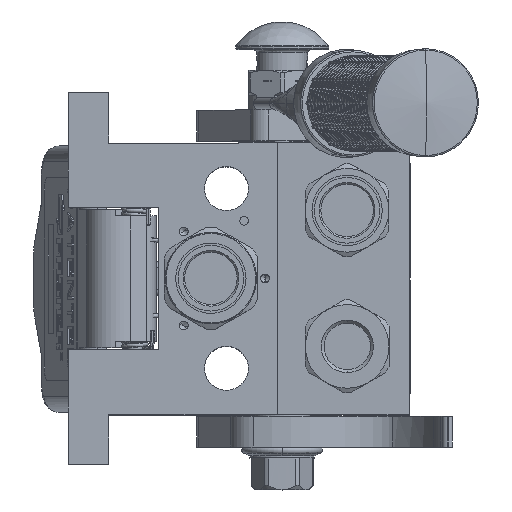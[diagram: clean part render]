
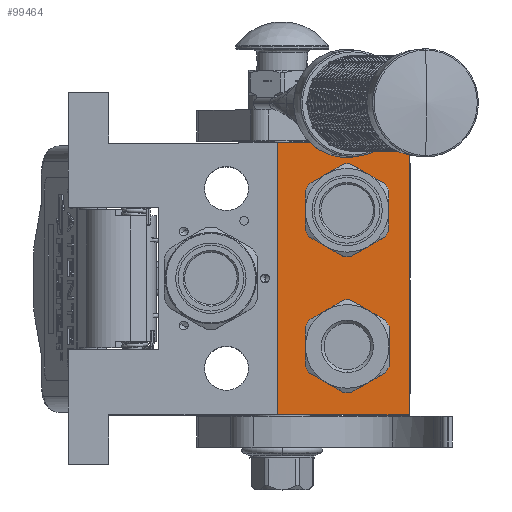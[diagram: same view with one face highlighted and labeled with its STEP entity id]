
A CAD part, top view. The second image highlights one B-rep face of the part: STEP entity #99464.
In plain terms, the highlighted face is planar.
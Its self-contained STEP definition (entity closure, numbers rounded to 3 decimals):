
#2205 = EDGE_LOOP ( 'NONE', ( #92623, #136548, #20164, #187297 ) ) ;
#9724 = VECTOR ( 'NONE', #39970, 1000. ) ;
#10705 = VERTEX_POINT ( 'NONE', #202424 ) ;
#13103 = AXIS2_PLACEMENT_3D ( 'NONE', #161036, #208033, #33251 ) ;
#14542 = ORIENTED_EDGE ( 'NONE', *, *, #52802, .F. ) ;
#15462 = DIRECTION ( 'NONE',  ( 1., 0., 0. ) ) ;
#20164 = ORIENTED_EDGE ( 'NONE', *, *, #67283, .F. ) ;
#22009 = EDGE_LOOP ( 'NONE', ( #144016, #61248 ) ) ;
#26652 = EDGE_CURVE ( 'NONE', #127093, #205423, #177523, .T. ) ;
#28602 = VERTEX_POINT ( 'NONE', #101759 ) ;
#30628 = EDGE_CURVE ( 'NONE', #95297, #28602, #72862, .T. ) ;
#33251 = DIRECTION ( 'NONE',  ( 1., 0., 0. ) ) ;
#37999 = DIRECTION ( 'NONE',  ( 0., 0., 1. ) ) ;
#39970 = DIRECTION ( 'NONE',  ( 0., 0., -1. ) ) ;
#44393 = CARTESIAN_POINT ( 'NONE',  ( -22., 8.9, -20. ) ) ;
#51773 = CARTESIAN_POINT ( 'NONE',  ( -22., 8.9, -20. ) ) ;
#52802 = EDGE_CURVE ( 'NONE', #10705, #83308, #196252, .T. ) ;
#58080 = CARTESIAN_POINT ( 'NONE',  ( 44., 8.9, 0. ) ) ;
#59166 = DIRECTION ( 'NONE',  ( 1., 0., 0. ) ) ;
#61248 = ORIENTED_EDGE ( 'NONE', *, *, #26652, .F. ) ;
#67283 = EDGE_CURVE ( 'NONE', #178432, #28602, #120254, .T. ) ;
#67481 = CARTESIAN_POINT ( 'NONE',  ( 22., 8.9, -20. ) ) ;
#67559 = VECTOR ( 'NONE', #171702, 1000. ) ;
#68480 = AXIS2_PLACEMENT_3D ( 'NONE', #44393, #124337, #205832 ) ;
#68594 = DIRECTION ( 'NONE',  ( 0., 0., -1. ) ) ;
#70115 = ORIENTED_EDGE ( 'NONE', *, *, #164428, .F. ) ;
#72862 = LINE ( 'NONE', #110478, #130640 ) ;
#72944 = CARTESIAN_POINT ( 'NONE',  ( 44., 8.9, 0. ) ) ;
#75052 = LINE ( 'NONE', #90238, #67559 ) ;
#83308 = VERTEX_POINT ( 'NONE', #173462 ) ;
#84093 = EDGE_CURVE ( 'NONE', #148900, #178432, #179169, .T. ) ;
#88306 = FACE_OUTER_BOUND ( 'NONE', #2205, .T. ) ;
#90238 = CARTESIAN_POINT ( 'NONE',  ( -44., 8.9, 0. ) ) ;
#92623 = ORIENTED_EDGE ( 'NONE', *, *, #110383, .T. ) ;
#92684 = AXIS2_PLACEMENT_3D ( 'NONE', #51773, #180239, #68594 ) ;
#94622 = CARTESIAN_POINT ( 'NONE',  ( 22., 8.9, -7.85 ) ) ;
#95297 = VERTEX_POINT ( 'NONE', #167260 ) ;
#99464 = ADVANCED_FACE ( 'NONE', ( #135989, #153601, #88306 ), #129366, .T. ) ;
#101759 = CARTESIAN_POINT ( 'NONE',  ( 44., 8.9, -42.5 ) ) ;
#106295 = EDGE_CURVE ( 'NONE', #205423, #127093, #184124, .T. ) ;
#110383 = EDGE_CURVE ( 'NONE', #148900, #95297, #75052, .T. ) ;
#110478 = CARTESIAN_POINT ( 'NONE',  ( -44., 8.9, -42.5 ) ) ;
#111703 = CARTESIAN_POINT ( 'NONE',  ( 22., 8.9, -32.15 ) ) ;
#120254 = LINE ( 'NONE', #72944, #9724 ) ;
#124337 = DIRECTION ( 'NONE',  ( 0., -1., 0. ) ) ;
#127093 = VERTEX_POINT ( 'NONE', #94622 ) ;
#129145 = CARTESIAN_POINT ( 'NONE',  ( -44., 8.9, 0. ) ) ;
#129366 = PLANE ( 'NONE',  #13103 ) ;
#130640 = VECTOR ( 'NONE', #59166, 1000. ) ;
#133470 = CIRCLE ( 'NONE', #92684, 12.15 ) ;
#135989 = FACE_BOUND ( 'NONE', #22009, .T. ) ;
#136548 = ORIENTED_EDGE ( 'NONE', *, *, #30628, .T. ) ;
#144016 = ORIENTED_EDGE ( 'NONE', *, *, #106295, .F. ) ;
#147519 = DIRECTION ( 'NONE',  ( 0., -1., 0. ) ) ;
#148900 = VERTEX_POINT ( 'NONE', #195874 ) ;
#153601 = FACE_BOUND ( 'NONE', #180850, .T. ) ;
#154201 = DIRECTION ( 'NONE',  ( 0., -1., 0. ) ) ;
#155750 = AXIS2_PLACEMENT_3D ( 'NONE', #67481, #147519, #37999 ) ;
#161036 = CARTESIAN_POINT ( 'NONE',  ( 0., 8.9, 0. ) ) ;
#164428 = EDGE_CURVE ( 'NONE', #83308, #10705, #133470, .T. ) ;
#167260 = CARTESIAN_POINT ( 'NONE',  ( -44., 8.9, -42.5 ) ) ;
#171171 = AXIS2_PLACEMENT_3D ( 'NONE', #202637, #154201, #204015 ) ;
#171702 = DIRECTION ( 'NONE',  ( 0., 0., -1. ) ) ;
#173462 = CARTESIAN_POINT ( 'NONE',  ( -22., 8.9, -32.15 ) ) ;
#177523 = CIRCLE ( 'NONE', #155750, 12.15 ) ;
#178432 = VERTEX_POINT ( 'NONE', #58080 ) ;
#179169 = LINE ( 'NONE', #129145, #199243 ) ;
#180239 = DIRECTION ( 'NONE',  ( 0., -1., 0. ) ) ;
#180850 = EDGE_LOOP ( 'NONE', ( #70115, #14542 ) ) ;
#184124 = CIRCLE ( 'NONE', #171171, 12.15 ) ;
#187297 = ORIENTED_EDGE ( 'NONE', *, *, #84093, .F. ) ;
#195874 = CARTESIAN_POINT ( 'NONE',  ( -44., 8.9, 0. ) ) ;
#196252 = CIRCLE ( 'NONE', #68480, 12.15 ) ;
#199243 = VECTOR ( 'NONE', #15462, 1000. ) ;
#202424 = CARTESIAN_POINT ( 'NONE',  ( -22., 8.9, -7.85 ) ) ;
#202637 = CARTESIAN_POINT ( 'NONE',  ( 22., 8.9, -20. ) ) ;
#204015 = DIRECTION ( 'NONE',  ( 0., 0., -1. ) ) ;
#205423 = VERTEX_POINT ( 'NONE', #111703 ) ;
#205832 = DIRECTION ( 'NONE',  ( 0., 0., 1. ) ) ;
#208033 = DIRECTION ( 'NONE',  ( 0., -1., 0. ) ) ;
